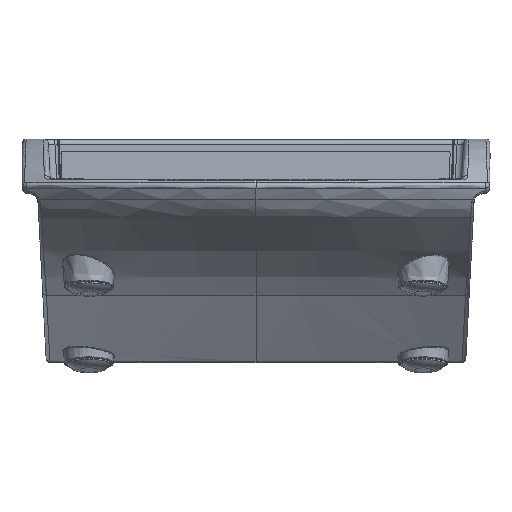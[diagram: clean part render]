
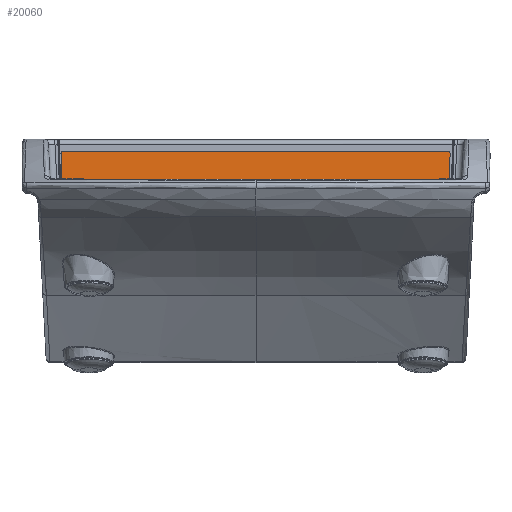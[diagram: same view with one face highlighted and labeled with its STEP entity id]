
A CAD part, top view. The second image highlights one B-rep face of the part: STEP entity #20060.
In plain terms, the highlighted face is planar.
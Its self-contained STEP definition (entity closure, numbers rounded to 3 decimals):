
#642 = ORIENTED_EDGE ( 'NONE', *, *, #29299, .T. ) ;
#772 = CARTESIAN_POINT ( 'NONE',  ( 0.252, 0.988, 28.641 ) ) ;
#785 = VERTEX_POINT ( 'NONE', #8033 ) ;
#1014 = CARTESIAN_POINT ( 'NONE',  ( 0.152, -0.927, -26.292 ) ) ;
#1015 = ORIENTED_EDGE ( 'NONE', *, *, #14073, .T. ) ;
#1360 = CARTESIAN_POINT ( 'NONE',  ( 0.33, 2.471, -42.986 ) ) ;
#1725 = CARTESIAN_POINT ( 'NONE',  ( 0.331, 2.488, 42.286 ) ) ;
#1833 = DIRECTION ( 'NONE',  ( -0.052, -0.998, 0.035 ) ) ;
#2274 = VERTEX_POINT ( 'NONE', #1360 ) ;
#2476 = DIRECTION ( 'NONE',  ( -0.999, 0.052, 0. ) ) ;
#2496 = DIRECTION ( 'NONE',  ( 0., 0., 1. ) ) ;
#3444 = EDGE_LOOP ( 'NONE', ( #6412, #10064, #34981, #29700, #5739, #35136, #28061, #12602, #642, #16342, #45560, #1015, #24233, #36218, #41001, #18320, #39960 ) ) ;
#4259 = LINE ( 'NONE', #1014, #15155 ) ;
#4657 = DIRECTION ( 'NONE',  ( 0., 0., 1. ) ) ;
#4970 = VERTEX_POINT ( 'NONE', #17892 ) ;
#5254 = AXIS2_PLACEMENT_3D ( 'NONE', #16258, #41862, #19932 ) ;
#5337 = VERTEX_POINT ( 'NONE', #27199 ) ;
#5373 = DIRECTION ( 'NONE',  ( 0.052, 0.999, 0. ) ) ;
#5713 = AXIS2_PLACEMENT_3D ( 'NONE', #24390, #2476, #28100 ) ;
#5739 = ORIENTED_EDGE ( 'NONE', *, *, #10323, .T. ) ;
#5906 = LINE ( 'NONE', #20716, #24262 ) ;
#6041 = VECTOR ( 'NONE', #2496, 1000. ) ;
#6152 = FACE_OUTER_BOUND ( 'NONE', #3444, .T. ) ;
#6191 = VERTEX_POINT ( 'NONE', #20305 ) ;
#6346 = EDGE_CURVE ( 'NONE', #32755, #785, #42131, .T. ) ;
#6412 = ORIENTED_EDGE ( 'NONE', *, *, #32187, .T. ) ;
#6441 = CARTESIAN_POINT ( 'NONE',  ( 0.312, 2.136, -27.5 ) ) ;
#6804 = CARTESIAN_POINT ( 'NONE',  ( 0.305, 1.989, -28.606 ) ) ;
#7041 = EDGE_CURVE ( 'NONE', #13905, #25195, #4259, .T. ) ;
#7180 = CARTESIAN_POINT ( 'NONE',  ( 0.305, 1.989, -26.394 ) ) ;
#7272 = CARTESIAN_POINT ( 'NONE',  ( 0.33, 2.471, 42.786 ) ) ;
#7993 = CIRCLE ( 'NONE', #24037, 0.5 ) ;
#8033 = CARTESIAN_POINT ( 'NONE',  ( 0.314, 2.175, 26.401 ) ) ;
#8880 = EDGE_CURVE ( 'NONE', #27995, #5337, #15630, .T. ) ;
#9229 = VERTEX_POINT ( 'NONE', #25325 ) ;
#9510 = CIRCLE ( 'NONE', #45952, 0.5 ) ;
#9640 = CARTESIAN_POINT ( 'NONE',  ( 0.305, 1.989, -42.486 ) ) ;
#10064 = ORIENTED_EDGE ( 'NONE', *, *, #35624, .T. ) ;
#10129 = DIRECTION ( 'NONE',  ( 0.052, 0.999, 0. ) ) ;
#10323 = EDGE_CURVE ( 'NONE', #20178, #16057, #9510, .T. ) ;
#10400 = EDGE_CURVE ( 'NONE', #25195, #32755, #16973, .T. ) ;
#11161 = CARTESIAN_POINT ( 'NONE',  ( 0.331, 2.488, -42.486 ) ) ;
#12602 = ORIENTED_EDGE ( 'NONE', *, *, #20059, .T. ) ;
#13905 = VERTEX_POINT ( 'NONE', #19609 ) ;
#14073 = EDGE_CURVE ( 'NONE', #40885, #39346, #5906, .T. ) ;
#14138 = AXIS2_PLACEMENT_3D ( 'NONE', #6441, #32091, #10129 ) ;
#14435 = CARTESIAN_POINT ( 'NONE',  ( 0.2, -0.01, 0. ) ) ;
#14591 = CARTESIAN_POINT ( 'NONE',  ( 1.511, 25.005, -43.773 ) ) ;
#14884 = DIRECTION ( 'NONE',  ( 0.052, 0.999, 0. ) ) ;
#15155 = VECTOR ( 'NONE', #26631, 1000. ) ;
#15471 = CIRCLE ( 'NONE', #5713, 0.5 ) ;
#15630 = CIRCLE ( 'NONE', #39783, 0.5 ) ;
#15974 = DIRECTION ( 'NONE',  ( 0.999, -0.052, 0. ) ) ;
#16057 = VERTEX_POINT ( 'NONE', #7272 ) ;
#16258 = CARTESIAN_POINT ( 'NONE',  ( 0.312, 2.136, 27.5 ) ) ;
#16342 = ORIENTED_EDGE ( 'NONE', *, *, #17446, .T. ) ;
#16379 = VECTOR ( 'NONE', #33250, 1000. ) ;
#16468 = CARTESIAN_POINT ( 'NONE',  ( 1.484, 24.488, 43.555 ) ) ;
#16973 = LINE ( 'NONE', #38857, #6041 ) ;
#17080 = LINE ( 'NONE', #14591, #45111 ) ;
#17446 = EDGE_CURVE ( 'NONE', #44370, #2274, #20649, .T. ) ;
#17786 = EDGE_CURVE ( 'NONE', #33670, #20178, #32084, .T. ) ;
#17892 = CARTESIAN_POINT ( 'NONE',  ( 0.314, 2.175, -28.599 ) ) ;
#17966 = CARTESIAN_POINT ( 'NONE',  ( 1.484, 24.488, -43.755 ) ) ;
#17990 = EDGE_CURVE ( 'NONE', #2274, #40885, #7993, .T. ) ;
#18320 = ORIENTED_EDGE ( 'NONE', *, *, #10400, .T. ) ;
#19322 = LINE ( 'NONE', #37332, #37662 ) ;
#19609 = CARTESIAN_POINT ( 'NONE',  ( 0.314, 2.175, -26.401 ) ) ;
#19663 = VERTEX_POINT ( 'NONE', #44715 ) ;
#19932 = DIRECTION ( 'NONE',  ( 0.052, 0.999, 0. ) ) ;
#20060 = ADVANCED_FACE ( 'NONE', ( #6152 ), #36529, .F. ) ;
#20059 = EDGE_CURVE ( 'NONE', #5337, #6191, #17080, .T. ) ;
#20064 = CARTESIAN_POINT ( 'NONE',  ( 0.305, 1.989, -42.969 ) ) ;
#20178 = VERTEX_POINT ( 'NONE', #29650 ) ;
#20305 = CARTESIAN_POINT ( 'NONE',  ( 1.511, 25.005, -43.255 ) ) ;
#20649 = LINE ( 'NONE', #20064, #30390 ) ;
#20716 = CARTESIAN_POINT ( 'NONE',  ( 0.305, 1.989, -42.969 ) ) ;
#21505 = VECTOR ( 'NONE', #35817, 1000. ) ;
#21741 = CARTESIAN_POINT ( 'NONE',  ( 1.485, 24.506, 43.055 ) ) ;
#21962 = DIRECTION ( 'NONE',  ( 0.052, 0.999, 0. ) ) ;
#22453 = DIRECTION ( 'NONE',  ( 0.052, 0.998, 0.035 ) ) ;
#23264 = VECTOR ( 'NONE', #37418, 1000. ) ;
#23270 = EDGE_CURVE ( 'NONE', #4970, #13905, #37553, .T. ) ;
#23966 = CIRCLE ( 'NONE', #5254, 1.1 ) ;
#24037 = AXIS2_PLACEMENT_3D ( 'NONE', #11161, #36802, #14884 ) ;
#24233 = ORIENTED_EDGE ( 'NONE', *, *, #34566, .T. ) ;
#24262 = VECTOR ( 'NONE', #24379, 1000. ) ;
#24379 = DIRECTION ( 'NONE',  ( 0., 0., 1. ) ) ;
#24390 = CARTESIAN_POINT ( 'NONE',  ( 1.485, 24.506, -43.255 ) ) ;
#24756 = CARTESIAN_POINT ( 'NONE',  ( 0.152, -0.927, 26.292 ) ) ;
#25195 = VERTEX_POINT ( 'NONE', #7180 ) ;
#25325 = CARTESIAN_POINT ( 'NONE',  ( 0.294, 1.782, 28.613 ) ) ;
#25388 = DIRECTION ( 'NONE',  ( 0.052, 0.999, 0. ) ) ;
#26098 = LINE ( 'NONE', #36783, #16379 ) ;
#26631 = DIRECTION ( 'NONE',  ( -0.052, -0.998, 0.035 ) ) ;
#27199 = CARTESIAN_POINT ( 'NONE',  ( 1.511, 25.005, 43.055 ) ) ;
#27333 = DIRECTION ( 'NONE',  ( -0.999, 0.052, 0. ) ) ;
#27500 = AXIS2_PLACEMENT_3D ( 'NONE', #14435, #43887, #21962 ) ;
#27719 = CARTESIAN_POINT ( 'NONE',  ( 0.305, 1.989, 26.394 ) ) ;
#27995 = VERTEX_POINT ( 'NONE', #16468 ) ;
#28061 = ORIENTED_EDGE ( 'NONE', *, *, #8880, .T. ) ;
#28100 = DIRECTION ( 'NONE',  ( 0.052, 0.999, 0. ) ) ;
#28658 = CIRCLE ( 'NONE', #34087, 0.2 ) ;
#29299 = EDGE_CURVE ( 'NONE', #6191, #44370, #15471, .T. ) ;
#29650 = CARTESIAN_POINT ( 'NONE',  ( 0.305, 1.989, 42.286 ) ) ;
#29700 = ORIENTED_EDGE ( 'NONE', *, *, #17786, .T. ) ;
#30298 = CARTESIAN_POINT ( 'NONE',  ( 0.305, 1.989, -42.969 ) ) ;
#30390 = VECTOR ( 'NONE', #1833, 1000. ) ;
#31863 = LINE ( 'NONE', #772, #23264 ) ;
#32084 = LINE ( 'NONE', #30298, #41823 ) ;
#32091 = DIRECTION ( 'NONE',  ( 0.999, -0.052, 0. ) ) ;
#32187 = EDGE_CURVE ( 'NONE', #785, #19663, #23966, .T. ) ;
#32755 = VERTEX_POINT ( 'NONE', #27719 ) ;
#33250 = DIRECTION ( 'NONE',  ( 0.052, 0.998, 0.035 ) ) ;
#33670 = VERTEX_POINT ( 'NONE', #36740 ) ;
#34087 = AXIS2_PLACEMENT_3D ( 'NONE', #37902, #15974, #41573 ) ;
#34566 = EDGE_CURVE ( 'NONE', #39346, #4970, #26098, .T. ) ;
#34981 = ORIENTED_EDGE ( 'NONE', *, *, #41520, .T. ) ;
#35136 = ORIENTED_EDGE ( 'NONE', *, *, #45976, .T. ) ;
#35624 = EDGE_CURVE ( 'NONE', #19663, #9229, #31863, .T. ) ;
#35817 = DIRECTION ( 'NONE',  ( 0.052, 0.998, 0.035 ) ) ;
#36218 = ORIENTED_EDGE ( 'NONE', *, *, #23270, .T. ) ;
#36529 = PLANE ( 'NONE',  #27500 ) ;
#36740 = CARTESIAN_POINT ( 'NONE',  ( 0.305, 1.989, 28.813 ) ) ;
#36783 = CARTESIAN_POINT ( 'NONE',  ( 0.252, 0.988, -28.641 ) ) ;
#36802 = DIRECTION ( 'NONE',  ( -0.999, 0.052, 0. ) ) ;
#37332 = CARTESIAN_POINT ( 'NONE',  ( 0.305, 1.989, 42.769 ) ) ;
#37418 = DIRECTION ( 'NONE',  ( -0.052, -0.998, 0.035 ) ) ;
#37553 = CIRCLE ( 'NONE', #14138, 1.1 ) ;
#37662 = VECTOR ( 'NONE', #22453, 1000. ) ;
#37902 = CARTESIAN_POINT ( 'NONE',  ( 0.294, 1.789, 28.813 ) ) ;
#38857 = CARTESIAN_POINT ( 'NONE',  ( 0.305, 1.989, -42.969 ) ) ;
#39346 = VERTEX_POINT ( 'NONE', #6804 ) ;
#39783 = AXIS2_PLACEMENT_3D ( 'NONE', #21741, #47355, #25388 ) ;
#39960 = ORIENTED_EDGE ( 'NONE', *, *, #6346, .T. ) ;
#40194 = DIRECTION ( 'NONE',  ( 0., 0., -1. ) ) ;
#40885 = VERTEX_POINT ( 'NONE', #9640 ) ;
#41001 = ORIENTED_EDGE ( 'NONE', *, *, #7041, .T. ) ;
#41520 = EDGE_CURVE ( 'NONE', #9229, #33670, #28658, .T. ) ;
#41573 = DIRECTION ( 'NONE',  ( 0.052, 0.999, 0. ) ) ;
#41823 = VECTOR ( 'NONE', #4657, 1000. ) ;
#41862 = DIRECTION ( 'NONE',  ( 0.999, -0.052, 0. ) ) ;
#42131 = LINE ( 'NONE', #24756, #21505 ) ;
#43887 = DIRECTION ( 'NONE',  ( 0.999, -0.052, 0. ) ) ;
#44370 = VERTEX_POINT ( 'NONE', #17966 ) ;
#44715 = CARTESIAN_POINT ( 'NONE',  ( 0.314, 2.175, 28.599 ) ) ;
#45111 = VECTOR ( 'NONE', #40194, 1000. ) ;
#45560 = ORIENTED_EDGE ( 'NONE', *, *, #17990, .T. ) ;
#45952 = AXIS2_PLACEMENT_3D ( 'NONE', #1725, #27333, #5373 ) ;
#45976 = EDGE_CURVE ( 'NONE', #16057, #27995, #19322, .T. ) ;
#47355 = DIRECTION ( 'NONE',  ( -0.999, 0.052, 0. ) ) ;
